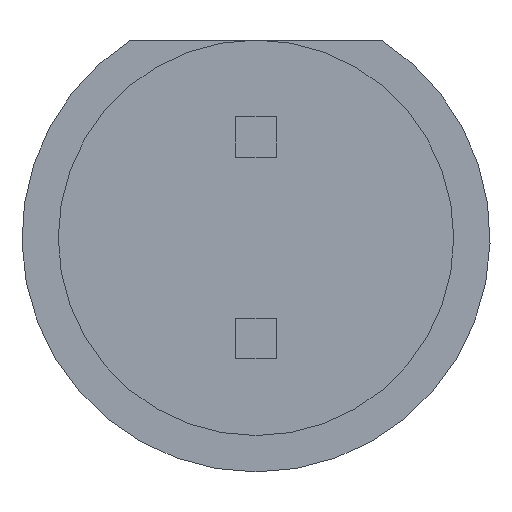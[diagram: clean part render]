
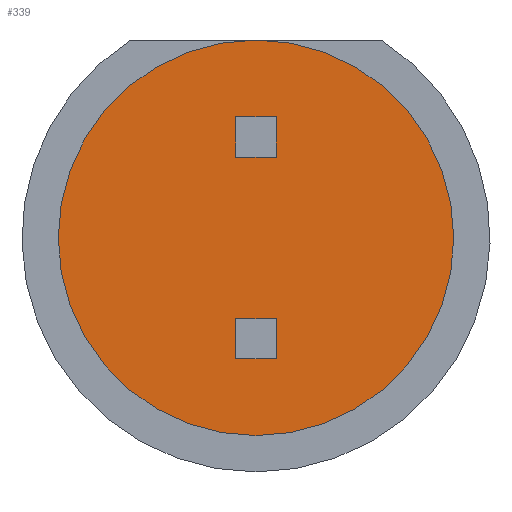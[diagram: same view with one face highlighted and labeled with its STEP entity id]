
A CAD part, front view. The second image highlights one B-rep face of the part: STEP entity #339.
In plain terms, the highlighted planar face has unit normal (0, -1, 0).
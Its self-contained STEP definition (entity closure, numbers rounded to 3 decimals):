
#41=PLANE('',#398);
#63=FACE_OUTER_BOUND('',#85,.T.);
#85=EDGE_LOOP('',(#277));
#105=CIRCLE('',#396,2.45);
#183=VERTEX_POINT('',#556);
#217=EDGE_CURVE('',#183,#183,#105,.T.);
#277=ORIENTED_EDGE('',*,*,#217,.F.);
#339=ADVANCED_FACE('',(#63),#41,.F.);
#396=AXIS2_PLACEMENT_3D('',#558,#459,#460);
#398=AXIS2_PLACEMENT_3D('',#560,#463,#464);
#459=DIRECTION('center_axis',(0.,1.,0.));
#460=DIRECTION('ref_axis',(1.,0.,0.));
#463=DIRECTION('center_axis',(0.,1.,0.));
#464=DIRECTION('ref_axis',(1.,0.,0.));
#556=CARTESIAN_POINT('',(-2.45,0.,0.));
#558=CARTESIAN_POINT('Origin',(0.,0.,0.));
#560=CARTESIAN_POINT('Origin',(0.,0.,0.));
